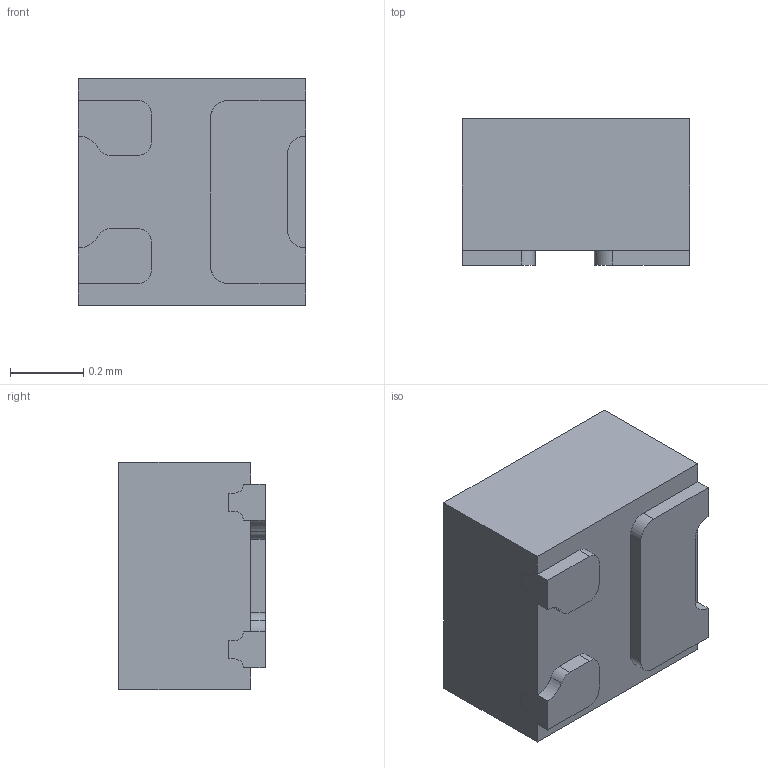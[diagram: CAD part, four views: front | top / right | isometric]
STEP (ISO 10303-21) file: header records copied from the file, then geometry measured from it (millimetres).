
FILE_DESCRIPTION (( 'STEP AP214' ), '1' );
FILE_NAME ('SOT8001.STEP', '2020-09-21T12:05:57', ( '' ), ( '' ), 'SwSTEP 2.0', 'SolidWorks 2017', '' );
FILE_SCHEMA (( 'AUTOMOTIVE_DESIGN' ));
Length unit declared in the file: millimetre
Products named in the file (1): SOT8001
Bounding box: 0.62 x 0.4 x 0.62 mm (x, y, z)
Volume: 0.1 mm3; surface area: 2.4 mm2
Topology: 5 solids, 5 shells, 119 faces, 316 edges, 208 vertices
Faces by surface type: plane 75, cylinder 44
Entity records: 3908 total; most frequent: CARTESIAN_POINT 812, ORIENTED_EDGE 632, DIRECTION 628, EDGE_CURVE 316, VECTOR 228, LINE 228, VERTEX_POINT 208, AXIS2_PLACEMENT_3D 200
